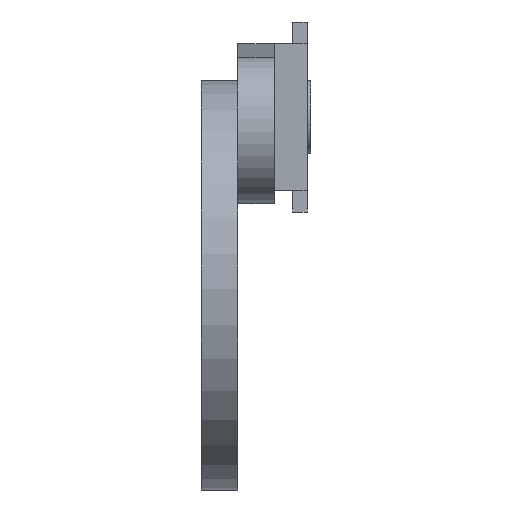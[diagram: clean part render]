
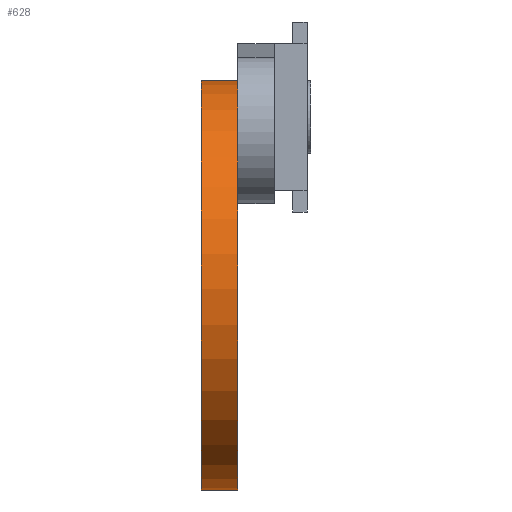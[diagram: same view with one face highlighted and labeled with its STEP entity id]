
A CAD part, left-side view. The second image highlights one B-rep face of the part: STEP entity #628.
In plain terms, the highlighted cylindrical face has radius 28 mm (diameter 56 mm), a full revolution.
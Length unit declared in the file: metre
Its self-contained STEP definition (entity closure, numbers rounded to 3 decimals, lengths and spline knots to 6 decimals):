
#34=CIRCLE('',#751,0.028);
#35=CIRCLE('',#752,0.028);
#52=CYLINDRICAL_SURFACE('',#750,0.028);
#160=ORIENTED_EDGE('',*,*,#271,.F.);
#161=ORIENTED_EDGE('',*,*,#272,.T.);
#271=EDGE_CURVE('',#333,#333,#34,.T.);
#272=EDGE_CURVE('',#334,#334,#35,.T.);
#333=VERTEX_POINT('',#1068);
#334=VERTEX_POINT('',#1070);
#476=EDGE_LOOP('',(#160));
#477=EDGE_LOOP('',(#161));
#544=FACE_BOUND('',#476,.T.);
#545=FACE_BOUND('',#477,.T.);
#628=ADVANCED_FACE('',(#544,#545),#52,.T.);
#750=AXIS2_PLACEMENT_3D('',#1066,#890,#891);
#751=AXIS2_PLACEMENT_3D('',#1067,#892,#893);
#752=AXIS2_PLACEMENT_3D('',#1069,#894,#895);
#890=DIRECTION('',(0.,1.,0.));
#891=DIRECTION('',(0.,0.,1.));
#892=DIRECTION('',(0.,-1.,0.));
#893=DIRECTION('',(0.,0.,-1.));
#894=DIRECTION('',(0.,-1.,0.));
#895=DIRECTION('',(0.,0.,-1.));
#1066=CARTESIAN_POINT('',(0.,-0.005,0.));
#1067=CARTESIAN_POINT('',(0.,-0.005,0.));
#1068=CARTESIAN_POINT('',(0.,-0.005,-0.028));
#1069=CARTESIAN_POINT('',(0.,0.,0.));
#1070=CARTESIAN_POINT('',(0.,0.,-0.028));
